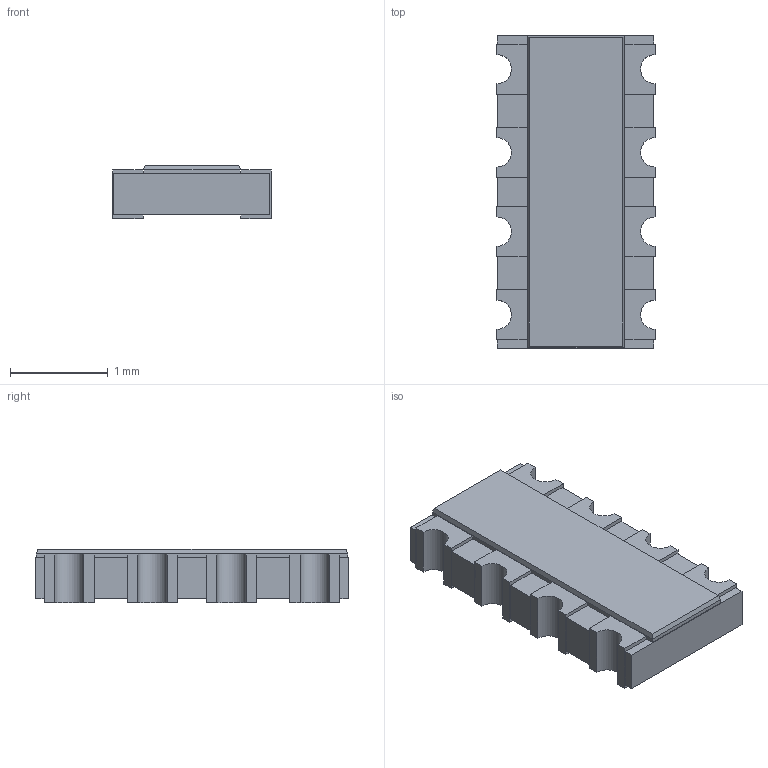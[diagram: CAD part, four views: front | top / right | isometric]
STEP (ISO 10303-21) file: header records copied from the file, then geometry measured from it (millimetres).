
FILE_DESCRIPTION(('FreeCAD Model'),'2;1');
FILE_NAME('R_Array_Convex_4x0603.step','2016-07-21T20:13:25',('Author'),(''), 'Open CASCADE STEP processor 6.8','FreeCAD','Unknown');
FILE_SCHEMA(('AUTOMOTIVE_DESIGN_CC2 { 1 2 10303 214 -1 1 5 4 }'));
Length unit declared in the file: inch
Products named in the file (2): ASSEMBLY; R_Array_4x0603
Assembly tree (1 placements, depth 2):
  ASSEMBLY
    R_Array_4x0603
Bounding box: 1.62 x 3.2 x 0.55 mm (x, y, z)
Volume: 2.4 mm3; surface area: 16.2 mm2
Topology: 1 solids, 1 shells, 95 faces, 288 edges, 196 vertices
Faces by surface type: plane 83, cylinder 8, bspline 4
Entity records: 7582 total; most frequent: CARTESIAN_POINT 1394, DIRECTION 929, LINE 703, VECTOR 703, ORIENTED_EDGE 576, PCURVE 576, DEFINITIONAL_REPRESENTATION 576, EDGE_CURVE 288
